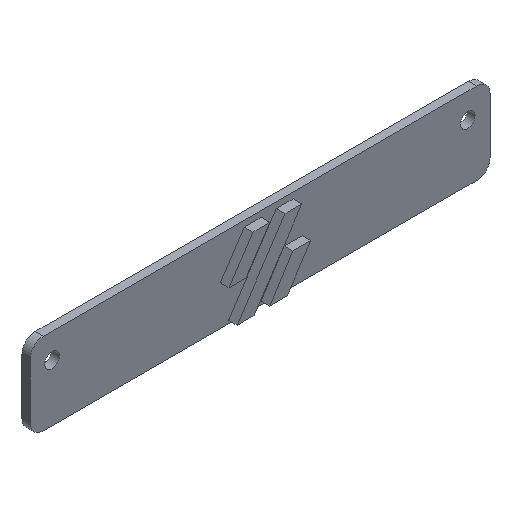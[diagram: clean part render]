
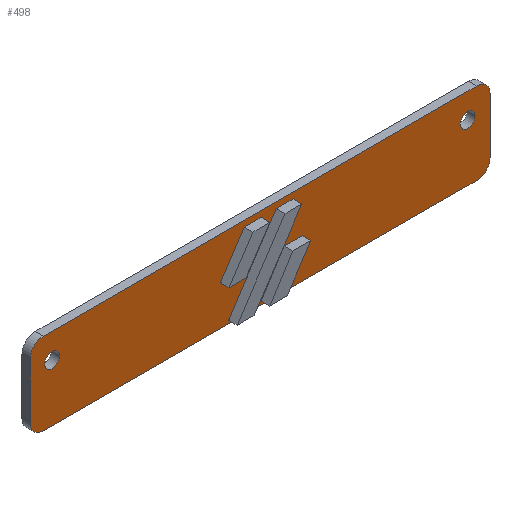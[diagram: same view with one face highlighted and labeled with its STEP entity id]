
A CAD part, isometric view. The second image highlights one B-rep face of the part: STEP entity #498.
In plain terms, the highlighted planar face has unit normal (0, -1, 0).
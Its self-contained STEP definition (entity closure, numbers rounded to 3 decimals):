
#17=FACE_BOUND('',#99,.T.);
#18=FACE_BOUND('',#100,.T.);
#19=FACE_BOUND('',#101,.T.);
#20=FACE_BOUND('',#102,.T.);
#21=FACE_BOUND('',#103,.T.);
#42=PLANE('',#551);
#69=FACE_OUTER_BOUND('',#98,.T.);
#98=EDGE_LOOP('',(#444,#445,#446,#447,#448,#449,#450,#451));
#99=EDGE_LOOP('',(#452));
#100=EDGE_LOOP('',(#453,#454,#455,#456));
#101=EDGE_LOOP('',(#457,#458,#459,#460));
#102=EDGE_LOOP('',(#461,#462,#463,#464));
#103=EDGE_LOOP('',(#465));
#108=LINE('',#701,#162);
#114=LINE('',#725,#168);
#117=LINE('',#733,#171);
#119=LINE('',#739,#173);
#120=LINE('',#743,#174);
#124=LINE('',#751,#178);
#127=LINE('',#757,#181);
#130=LINE('',#762,#184);
#132=LINE('',#768,#186);
#136=LINE('',#776,#190);
#139=LINE('',#782,#193);
#142=LINE('',#787,#196);
#144=LINE('',#793,#198);
#148=LINE('',#801,#202);
#151=LINE('',#807,#205);
#154=LINE('',#812,#208);
#162=VECTOR('',#566,10.);
#168=VECTOR('',#590,10.);
#171=VECTOR('',#599,10.);
#173=VECTOR('',#607,10.);
#174=VECTOR('',#610,10.);
#178=VECTOR('',#616,10.);
#181=VECTOR('',#621,10.);
#184=VECTOR('',#626,10.);
#186=VECTOR('',#632,10.);
#190=VECTOR('',#638,10.);
#193=VECTOR('',#643,10.);
#196=VECTOR('',#648,10.);
#198=VECTOR('',#654,10.);
#202=VECTOR('',#660,10.);
#205=VECTOR('',#665,10.);
#208=VECTOR('',#670,10.);
#213=CIRCLE('',#515,3.);
#219=CIRCLE('',#524,3.);
#220=CIRCLE('',#527,3.);
#221=CIRCLE('',#530,3.);
#222=CIRCLE('',#548,1.7);
#223=CIRCLE('',#550,1.7);
#226=VERTEX_POINT('',#691);
#227=VERTEX_POINT('',#693);
#229=VERTEX_POINT('',#699);
#237=VERTEX_POINT('',#719);
#238=VERTEX_POINT('',#723);
#239=VERTEX_POINT('',#727);
#240=VERTEX_POINT('',#731);
#241=VERTEX_POINT('',#735);
#242=VERTEX_POINT('',#741);
#243=VERTEX_POINT('',#742);
#246=VERTEX_POINT('',#750);
#248=VERTEX_POINT('',#756);
#250=VERTEX_POINT('',#766);
#251=VERTEX_POINT('',#767);
#254=VERTEX_POINT('',#775);
#256=VERTEX_POINT('',#781);
#258=VERTEX_POINT('',#791);
#259=VERTEX_POINT('',#792);
#262=VERTEX_POINT('',#800);
#264=VERTEX_POINT('',#806);
#266=VERTEX_POINT('',#816);
#267=VERTEX_POINT('',#820);
#270=EDGE_CURVE('',#226,#227,#213,.T.);
#274=EDGE_CURVE('',#229,#226,#108,.T.);
#284=EDGE_CURVE('',#237,#229,#219,.T.);
#286=EDGE_CURVE('',#238,#237,#114,.T.);
#288=EDGE_CURVE('',#239,#238,#220,.T.);
#290=EDGE_CURVE('',#240,#239,#117,.T.);
#292=EDGE_CURVE('',#241,#240,#221,.T.);
#293=EDGE_CURVE('',#227,#241,#119,.T.);
#294=EDGE_CURVE('',#242,#243,#120,.T.);
#298=EDGE_CURVE('',#246,#242,#124,.T.);
#301=EDGE_CURVE('',#243,#248,#127,.T.);
#304=EDGE_CURVE('',#248,#246,#130,.T.);
#306=EDGE_CURVE('',#250,#251,#132,.T.);
#310=EDGE_CURVE('',#254,#250,#136,.T.);
#313=EDGE_CURVE('',#251,#256,#139,.T.);
#316=EDGE_CURVE('',#256,#254,#142,.T.);
#318=EDGE_CURVE('',#258,#259,#144,.T.);
#322=EDGE_CURVE('',#262,#258,#148,.T.);
#325=EDGE_CURVE('',#259,#264,#151,.T.);
#328=EDGE_CURVE('',#264,#262,#154,.T.);
#331=EDGE_CURVE('',#266,#266,#222,.T.);
#333=EDGE_CURVE('',#267,#267,#223,.T.);
#444=ORIENTED_EDGE('',*,*,#270,.F.);
#445=ORIENTED_EDGE('',*,*,#274,.F.);
#446=ORIENTED_EDGE('',*,*,#284,.F.);
#447=ORIENTED_EDGE('',*,*,#286,.F.);
#448=ORIENTED_EDGE('',*,*,#288,.F.);
#449=ORIENTED_EDGE('',*,*,#290,.F.);
#450=ORIENTED_EDGE('',*,*,#292,.F.);
#451=ORIENTED_EDGE('',*,*,#293,.F.);
#452=ORIENTED_EDGE('',*,*,#333,.T.);
#453=ORIENTED_EDGE('',*,*,#304,.T.);
#454=ORIENTED_EDGE('',*,*,#298,.T.);
#455=ORIENTED_EDGE('',*,*,#294,.T.);
#456=ORIENTED_EDGE('',*,*,#301,.T.);
#457=ORIENTED_EDGE('',*,*,#328,.T.);
#458=ORIENTED_EDGE('',*,*,#322,.T.);
#459=ORIENTED_EDGE('',*,*,#318,.T.);
#460=ORIENTED_EDGE('',*,*,#325,.T.);
#461=ORIENTED_EDGE('',*,*,#316,.T.);
#462=ORIENTED_EDGE('',*,*,#310,.T.);
#463=ORIENTED_EDGE('',*,*,#306,.T.);
#464=ORIENTED_EDGE('',*,*,#313,.T.);
#465=ORIENTED_EDGE('',*,*,#331,.T.);
#498=ADVANCED_FACE('',(#69,#17,#18,#19,#20,#21),#42,.T.);
#515=AXIS2_PLACEMENT_3D('',#694,#559,#560);
#524=AXIS2_PLACEMENT_3D('',#721,#585,#586);
#527=AXIS2_PLACEMENT_3D('',#729,#594,#595);
#530=AXIS2_PLACEMENT_3D('',#737,#603,#604);
#548=AXIS2_PLACEMENT_3D('',#818,#677,#678);
#550=AXIS2_PLACEMENT_3D('',#822,#682,#683);
#551=AXIS2_PLACEMENT_3D('',#823,#684,#685);
#559=DIRECTION('center_axis',(0.,1.,0.));
#560=DIRECTION('ref_axis',(0.707,0.,-0.707));
#566=DIRECTION('',(0.,0.,-1.));
#585=DIRECTION('center_axis',(0.,1.,0.));
#586=DIRECTION('ref_axis',(0.707,0.,0.707));
#590=DIRECTION('',(1.,0.,0.));
#594=DIRECTION('center_axis',(0.,1.,0.));
#595=DIRECTION('ref_axis',(-0.707,0.,0.707));
#599=DIRECTION('',(0.,0.,1.));
#603=DIRECTION('center_axis',(0.,1.,0.));
#604=DIRECTION('ref_axis',(-0.707,0.,-0.707));
#607=DIRECTION('',(-1.,0.,0.));
#610=DIRECTION('',(-0.549,0.,-0.836));
#616=DIRECTION('',(1.,0.,0.));
#621=DIRECTION('',(-1.,0.,0.));
#626=DIRECTION('',(0.535,0.,0.845));
#632=DIRECTION('',(-0.549,0.,-0.836));
#638=DIRECTION('',(1.,0.,0.));
#643=DIRECTION('',(-1.,0.,0.));
#648=DIRECTION('',(0.549,0.,0.836));
#654=DIRECTION('',(-1.,0.,0.));
#660=DIRECTION('',(-0.55,0.,-0.835));
#665=DIRECTION('',(0.548,0.,0.836));
#670=DIRECTION('',(1.,0.,0.));
#677=DIRECTION('center_axis',(0.,1.,0.));
#678=DIRECTION('ref_axis',(1.,0.,0.));
#682=DIRECTION('center_axis',(0.,1.,0.));
#683=DIRECTION('ref_axis',(1.,0.,0.));
#684=DIRECTION('center_axis',(0.,-1.,0.));
#685=DIRECTION('ref_axis',(1.,0.,0.));
#691=CARTESIAN_POINT('',(53.15,-20.,23.1));
#693=CARTESIAN_POINT('',(50.15,-20.,20.1));
#694=CARTESIAN_POINT('Origin',(50.15,-20.,23.1));
#699=CARTESIAN_POINT('',(53.15,-20.,36.));
#701=CARTESIAN_POINT('',(53.15,-20.,34.775));
#719=CARTESIAN_POINT('',(50.15,-20.,39.));
#721=CARTESIAN_POINT('Origin',(50.15,-20.,36.));
#723=CARTESIAN_POINT('',(-50.05,-20.,39.));
#725=CARTESIAN_POINT('',(-27.,-20.,39.));
#727=CARTESIAN_POINT('',(-53.05,-20.,36.));
#729=CARTESIAN_POINT('Origin',(-50.05,-20.,36.));
#731=CARTESIAN_POINT('',(-53.05,-20.,23.1));
#733=CARTESIAN_POINT('',(-53.05,-20.,24.325));
#735=CARTESIAN_POINT('',(-50.05,-20.,20.1));
#737=CARTESIAN_POINT('Origin',(-50.05,-20.,23.1));
#739=CARTESIAN_POINT('',(27.1,-20.,20.1));
#741=CARTESIAN_POINT('',(9.752,-20.,29.256));
#742=CARTESIAN_POINT('',(4.248,-20.,20.878));
#743=CARTESIAN_POINT('',(4.248,-20.,20.878));
#750=CARTESIAN_POINT('',(5.566,-20.,29.256));
#751=CARTESIAN_POINT('',(9.752,-20.,29.256));
#756=CARTESIAN_POINT('',(0.261,-20.,20.878));
#757=CARTESIAN_POINT('',(0.261,-20.,20.878));
#762=CARTESIAN_POINT('',(5.566,-20.,29.256));
#766=CARTESIAN_POINT('',(7.685,-20.,37.632));
#767=CARTESIAN_POINT('',(-3.359,-20.,20.824));
#768=CARTESIAN_POINT('',(7.685,-20.,37.632));
#775=CARTESIAN_POINT('',(3.79,-20.,37.632));
#776=CARTESIAN_POINT('',(3.79,-20.,37.632));
#781=CARTESIAN_POINT('',(-7.254,-20.,20.824));
#782=CARTESIAN_POINT('',(-3.359,-20.,20.824));
#787=CARTESIAN_POINT('',(-7.254,-20.,20.824));
#791=CARTESIAN_POINT('',(-5.228,-20.,29.256));
#792=CARTESIAN_POINT('',(-9.123,-20.,29.256));
#793=CARTESIAN_POINT('',(-9.123,-20.,29.256));
#800=CARTESIAN_POINT('',(0.292,-20.,37.633));
#801=CARTESIAN_POINT('',(-5.228,-20.,29.256));
#806=CARTESIAN_POINT('',(-3.634,-20.,37.633));
#807=CARTESIAN_POINT('',(-3.634,-20.,37.633));
#812=CARTESIAN_POINT('',(0.292,-20.,37.633));
#816=CARTESIAN_POINT('',(46.3,-20.,33.25));
#818=CARTESIAN_POINT('Origin',(48.,-20.,33.25));
#820=CARTESIAN_POINT('',(-49.7,-20.,33.25));
#822=CARTESIAN_POINT('Origin',(-48.,-20.,33.25));
#823=CARTESIAN_POINT('Origin',(0.05,-20.,29.55));
